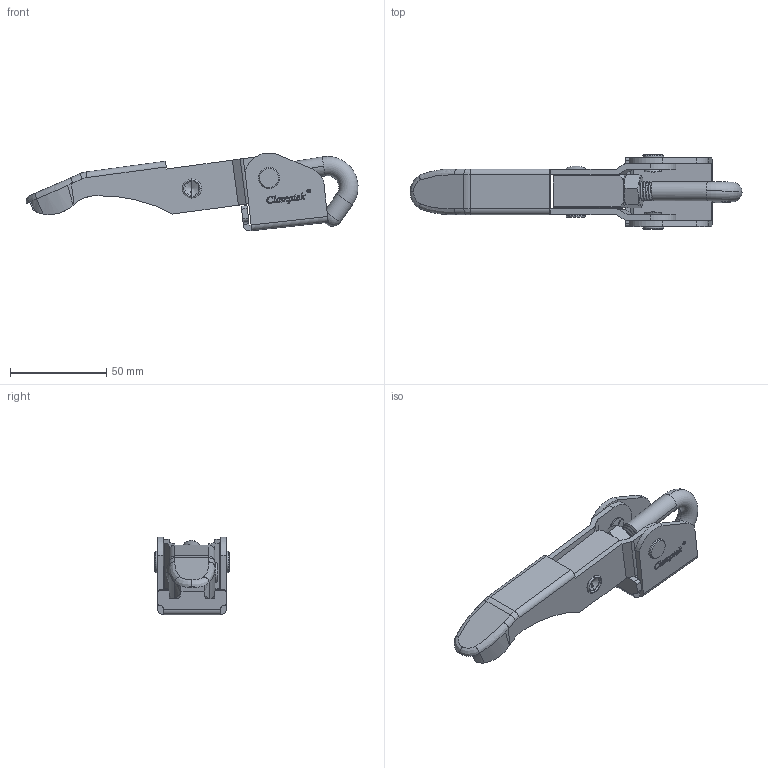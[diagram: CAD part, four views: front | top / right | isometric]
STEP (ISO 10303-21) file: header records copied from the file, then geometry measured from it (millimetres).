
FILE_DESCRIPTION (( 'STEP AP203' ), '1' );
FILE_NAME ('CH-43150.STEP', '2017-12-01T06:30:23', ( 'Windows' ), ( 'Microsoft' ), 'SwSTEP 2.0', 'SolidWorks 2015', '' );
FILE_SCHEMA (( 'CONFIG_CONTROL_DESIGN' ));
Length unit declared in the file: millimetre
Products named in the file (8): CH-43150-06; CH-43150-02 HOOK; M10 Nut; CH-43150-01 BASE; CH-43150; CH-43150-03 HANDLE; CH-43150-05; CH-43150-04
Assembly tree (8 placements, depth 2):
  CH-43150
    CH-43150-03 HANDLE
    CH-43150-05  x2
    CH-43150-04
    CH-43150-06
    CH-43150-02 HOOK
    M10 Nut
    CH-43150-01 BASE
Bounding box: 172.48 x 38.8 x 40.46 mm (x, y, z)
Volume: 49362.8 mm3; surface area: 35729.3 mm2
Topology: 8 solids, 8 shells, 679 faces, 1883 edges, 1238 vertices
Faces by surface type: plane 227, bspline 216, cylinder 198, cone 25, torus 12, sphere 1
Entity records: 46051 total; most frequent: CARTESIAN_POINT 30349, ORIENTED_EDGE 3702, DIRECTION 2185, EDGE_CURVE 1851, VERTEX_POINT 1224, LINE 899, VECTOR 899, EDGE_LOOP 717
